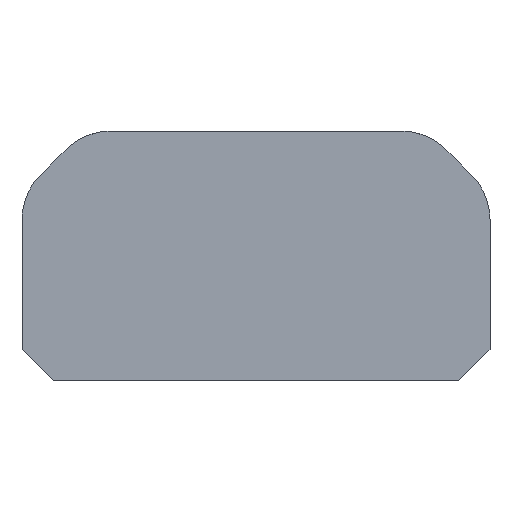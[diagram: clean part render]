
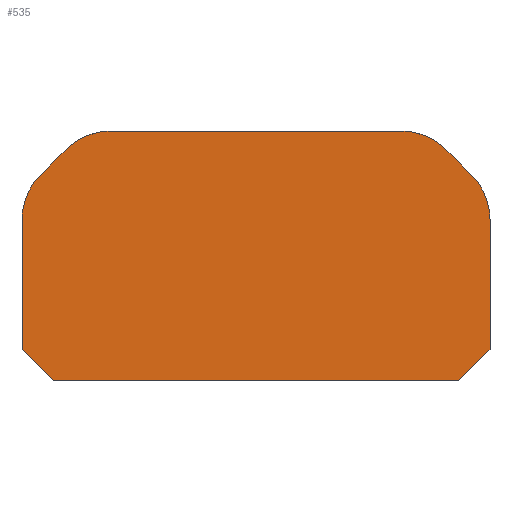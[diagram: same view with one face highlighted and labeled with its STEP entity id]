
A CAD part, front view. The second image highlights one B-rep face of the part: STEP entity #535.
In plain terms, the highlighted planar face has unit normal (0, -1, 0).
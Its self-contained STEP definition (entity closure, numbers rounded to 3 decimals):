
#32=DIRECTION('',(1.,0.,0.));
#33=VECTOR('',#32,13.);
#34=CARTESIAN_POINT('',(-14.,0.,0.));
#35=LINE('',#34,#33);
#40=DIRECTION('',(0.707,0.,0.707));
#41=VECTOR('',#40,1.414);
#42=CARTESIAN_POINT('',(-1.,0.,0.));
#43=LINE('',#42,#41);
#44=DIRECTION('',(0.707,0.,-0.707));
#45=VECTOR('',#44,1.414);
#46=CARTESIAN_POINT('',(-15.,0.,1.));
#47=LINE('',#46,#45);
#48=DIRECTION('',(0.,0.,1.));
#49=VECTOR('',#48,4.172);
#50=CARTESIAN_POINT('',(-15.,0.,1.));
#51=LINE('',#50,#49);
#52=CARTESIAN_POINT('',(-13.,0.,5.172));
#53=DIRECTION('',(0.,-1.,0.));
#54=DIRECTION('',(-0.707,0.,0.707));
#55=AXIS2_PLACEMENT_3D('',#52,#53,#54);
#57=DIRECTION('',(-0.707,0.,-0.707));
#58=VECTOR('',#57,1.172);
#59=CARTESIAN_POINT('',(-13.586,0.,7.414));
#60=LINE('',#59,#58);
#61=CARTESIAN_POINT('',(-12.172,0.,6.));
#62=DIRECTION('',(0.,-1.,0.));
#63=DIRECTION('',(0.,0.,1.));
#64=AXIS2_PLACEMENT_3D('',#61,#62,#63);
#66=CARTESIAN_POINT('',(-2.828,0.,6.));
#67=DIRECTION('',(0.,-1.,0.));
#68=DIRECTION('',(0.707,0.,0.707));
#69=AXIS2_PLACEMENT_3D('',#66,#67,#68);
#71=DIRECTION('',(-0.707,0.,0.707));
#72=VECTOR('',#71,1.172);
#73=CARTESIAN_POINT('',(-0.586,0.,6.586));
#74=LINE('',#73,#72);
#75=CARTESIAN_POINT('',(-2.,0.,5.172));
#76=DIRECTION('',(0.,-1.,0.));
#77=DIRECTION('',(1.,0.,0.));
#78=AXIS2_PLACEMENT_3D('',#75,#76,#77);
#114=DIRECTION('',(0.,0.,1.));
#115=VECTOR('',#114,4.172);
#116=CARTESIAN_POINT('',(0.,0.,1.));
#117=LINE('',#116,#115);
#170=DIRECTION('',(1.,0.,0.));
#171=VECTOR('',#170,9.343);
#172=CARTESIAN_POINT('',(-12.172,0.,8.));
#173=LINE('',#172,#171);
#371=CARTESIAN_POINT('',(-12.172,0.,8.));
#372=CARTESIAN_POINT('',(-13.586,0.,7.414));
#373=VERTEX_POINT('',#371);
#374=VERTEX_POINT('',#372);
#399=CARTESIAN_POINT('',(-1.414,0.,7.414));
#400=CARTESIAN_POINT('',(-2.828,0.,8.));
#401=VERTEX_POINT('',#399);
#402=VERTEX_POINT('',#400);
#403=CARTESIAN_POINT('',(0.,0.,5.172));
#404=CARTESIAN_POINT('',(-0.586,0.,6.586));
#405=VERTEX_POINT('',#403);
#406=VERTEX_POINT('',#404);
#431=CARTESIAN_POINT('',(-14.414,0.,6.586));
#432=CARTESIAN_POINT('',(-15.,0.,5.172));
#433=VERTEX_POINT('',#431);
#434=VERTEX_POINT('',#432);
#435=CARTESIAN_POINT('',(-1.,0.,0.));
#436=CARTESIAN_POINT('',(0.,0.,1.));
#437=VERTEX_POINT('',#435);
#438=VERTEX_POINT('',#436);
#463=CARTESIAN_POINT('',(-15.,0.,1.));
#464=CARTESIAN_POINT('',(-14.,0.,0.));
#465=VERTEX_POINT('',#463);
#466=VERTEX_POINT('',#464);
#506=CARTESIAN_POINT('',(-15.,0.,0.));
#507=DIRECTION('',(0.,-1.,0.));
#508=DIRECTION('',(1.,0.,0.));
#509=AXIS2_PLACEMENT_3D('',#506,#507,#508);
#510=PLANE('',#509);
#511=ORIENTED_EDGE('',*,*,#496,.F.);
#512=ORIENTED_EDGE('',*,*,#486,.F.);
#514=ORIENTED_EDGE('',*,*,#513,.F.);
#516=ORIENTED_EDGE('',*,*,#515,.T.);
#518=ORIENTED_EDGE('',*,*,#517,.F.);
#520=ORIENTED_EDGE('',*,*,#519,.F.);
#522=ORIENTED_EDGE('',*,*,#521,.F.);
#524=ORIENTED_EDGE('',*,*,#523,.T.);
#526=ORIENTED_EDGE('',*,*,#525,.F.);
#528=ORIENTED_EDGE('',*,*,#527,.F.);
#530=ORIENTED_EDGE('',*,*,#529,.F.);
#532=ORIENTED_EDGE('',*,*,#531,.F.);
#533=EDGE_LOOP('',(#511,#512,#514,#516,#518,#520,#522,#524,#526,#528,#530,
#532));
#534=FACE_OUTER_BOUND('',#533,.F.);
#535=ADVANCED_FACE('',(#534),#510,.T.);
#56=CIRCLE('',#55,2.);
#65=CIRCLE('',#64,2.);
#70=CIRCLE('',#69,2.);
#79=CIRCLE('',#78,2.);
#486=EDGE_CURVE('',#466,#437,#35,.T.);
#496=EDGE_CURVE('',#437,#438,#43,.T.);
#513=EDGE_CURVE('',#465,#466,#47,.T.);
#515=EDGE_CURVE('',#465,#434,#51,.T.);
#517=EDGE_CURVE('',#433,#434,#56,.T.);
#519=EDGE_CURVE('',#374,#433,#60,.T.);
#521=EDGE_CURVE('',#373,#374,#65,.T.);
#523=EDGE_CURVE('',#373,#402,#173,.T.);
#525=EDGE_CURVE('',#401,#402,#70,.T.);
#527=EDGE_CURVE('',#406,#401,#74,.T.);
#529=EDGE_CURVE('',#405,#406,#79,.T.);
#531=EDGE_CURVE('',#438,#405,#117,.T.);
